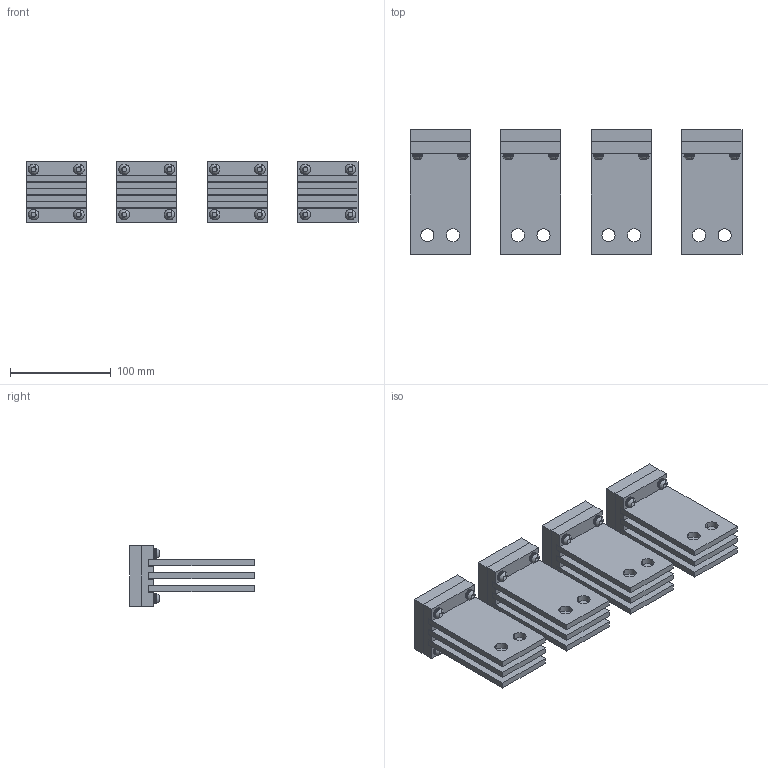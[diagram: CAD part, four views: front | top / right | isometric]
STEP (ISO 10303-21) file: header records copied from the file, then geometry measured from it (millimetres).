
FILE_DESCRIPTION(('CATIA V5 STEP Exchange'),'2;1');
FILE_NAME('1SDH001336R0130_E2.2_IV_TERMINALS_HR_UL_UPPER_1600-2000A.stp','2014-09-18T15:41:49+00:00',('none'),('none'),'CATIA Version 5 Release 20 SP 6 (IN-10)','CATIA V5 STEP AP214','none');
FILE_SCHEMA(('AUTOMOTIVE_DESIGN { 1 0 10303 214 1 1 1 1 }'));
Length unit declared in the file: millimetre
Products named in the file (1): E2.2_IV_TERMINALS_R_H_UL_UPPER_AllCATPart
Bounding box: 330 x 124 x 60 mm (x, y, z)
Volume: 752909.6 mm3; surface area: 287275.8 mm2
Topology: 68 solids, 68 shells, 1032 faces, 2480 edges, 1632 vertices
Faces by surface type: plane 440, cylinder 400, torus 160, revolution 32
Entity records: 29682 total; most frequent: CARTESIAN_POINT 6177, ORIENTED_EDGE 4960, DIRECTION 3856, EDGE_CURVE 2480, AXIS2_PLACEMENT_3D 1905, VERTEX_POINT 1632, EDGE_LOOP 1256, VECTOR 1168
